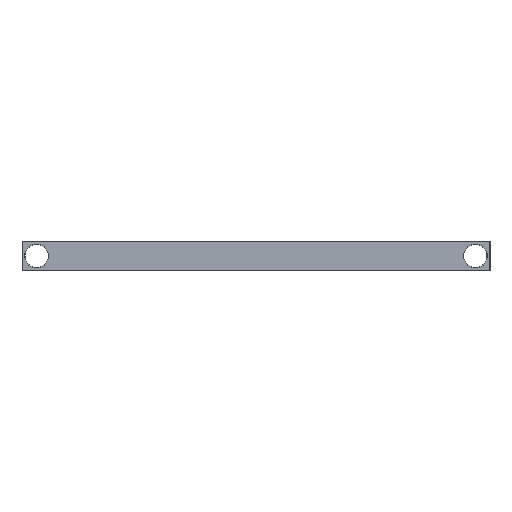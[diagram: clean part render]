
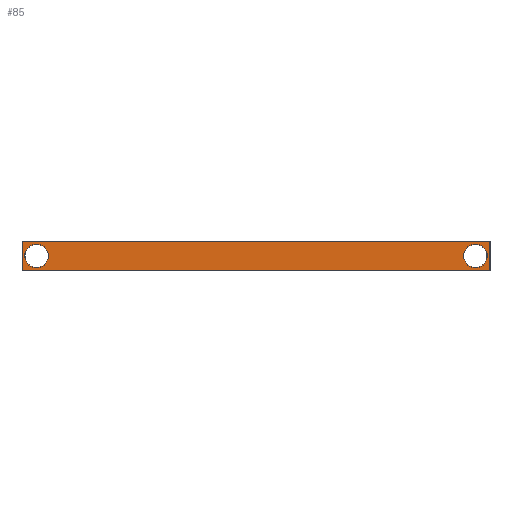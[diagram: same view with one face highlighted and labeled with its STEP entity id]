
A CAD part, left-side view. The second image highlights one B-rep face of the part: STEP entity #85.
In plain terms, the highlighted planar face has unit normal (-1, 0, 0).
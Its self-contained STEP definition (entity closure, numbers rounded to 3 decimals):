
#49 = VERTEX_POINT ( 'NONE', #1561 ) ;
#61 = VERTEX_POINT ( 'NONE', #693 ) ;
#84 = PLANE ( 'NONE',  #154 ) ;
#85 = ADVANCED_FACE ( 'NONE', ( #1437, #1555, #1447 ), #84, .F. ) ;
#91 = LINE ( 'NONE', #1084, #797 ) ;
#129 = EDGE_CURVE ( 'NONE', #653, #572, #91, .T. ) ;
#154 = AXIS2_PLACEMENT_3D ( 'NONE', #205, #334, #1326 ) ;
#173 = CARTESIAN_POINT ( 'NONE',  ( -50.5, 50., 0. ) ) ;
#177 = CIRCLE ( 'NONE', #751, 39.5 ) ;
#188 = EDGE_CURVE ( 'NONE', #1462, #1102, #177, .T. ) ;
#205 = CARTESIAN_POINT ( 'NONE',  ( -50.5, 1600., -50.5 ) ) ;
#209 = CARTESIAN_POINT ( 'NONE',  ( -50.5, 0., -50.5 ) ) ;
#250 = LINE ( 'NONE', #1350, #280 ) ;
#255 = DIRECTION ( 'NONE',  ( -1., 0., 0. ) ) ;
#280 = VECTOR ( 'NONE', #1496, 1000. ) ;
#334 = DIRECTION ( 'NONE',  ( 1., 0., 0. ) ) ;
#363 = EDGE_CURVE ( 'NONE', #1102, #1462, #1551, .T. ) ;
#415 = VERTEX_POINT ( 'NONE', #830 ) ;
#491 = CARTESIAN_POINT ( 'NONE',  ( -50.5, 1550., 39.5 ) ) ;
#501 = CARTESIAN_POINT ( 'NONE',  ( -50.5, 1550., -39.5 ) ) ;
#502 = CARTESIAN_POINT ( 'NONE',  ( -50.5, 0., -50.5 ) ) ;
#512 = EDGE_LOOP ( 'NONE', ( #1501, #1240 ) ) ;
#547 = VECTOR ( 'NONE', #863, 1000. ) ;
#572 = VERTEX_POINT ( 'NONE', #209 ) ;
#619 = LINE ( 'NONE', #1488, #1275 ) ;
#625 = EDGE_CURVE ( 'NONE', #653, #61, #250, .T. ) ;
#653 = VERTEX_POINT ( 'NONE', #1602 ) ;
#693 = CARTESIAN_POINT ( 'NONE',  ( -50.5, 1600., 50.5 ) ) ;
#717 = ORIENTED_EDGE ( 'NONE', *, *, #1177, .T. ) ;
#751 = AXIS2_PLACEMENT_3D ( 'NONE', #846, #1483, #969 ) ;
#791 = ORIENTED_EDGE ( 'NONE', *, *, #188, .F. ) ;
#797 = VECTOR ( 'NONE', #1306, 1000. ) ;
#803 = DIRECTION ( 'NONE',  ( 0., 0., 1. ) ) ;
#812 = ORIENTED_EDGE ( 'NONE', *, *, #363, .F. ) ;
#827 = EDGE_LOOP ( 'NONE', ( #717, #1145, #923, #1406 ) ) ;
#830 = CARTESIAN_POINT ( 'NONE',  ( -50.5, 50., -39.5 ) ) ;
#846 = CARTESIAN_POINT ( 'NONE',  ( -50.5, 1550., 0. ) ) ;
#855 = CIRCLE ( 'NONE', #1575, 39.5 ) ;
#863 = DIRECTION ( 'NONE',  ( 0., 0., 1. ) ) ;
#900 = EDGE_CURVE ( 'NONE', #912, #415, #855, .T. ) ;
#912 = VERTEX_POINT ( 'NONE', #1184 ) ;
#923 = ORIENTED_EDGE ( 'NONE', *, *, #625, .F. ) ;
#939 = DIRECTION ( 'NONE',  ( -1., 0., 0. ) ) ;
#969 = DIRECTION ( 'NONE',  ( 0., 0., 1. ) ) ;
#998 = EDGE_CURVE ( 'NONE', #415, #912, #1613, .T. ) ;
#1084 = CARTESIAN_POINT ( 'NONE',  ( -50.5, 1600., -50.5 ) ) ;
#1102 = VERTEX_POINT ( 'NONE', #491 ) ;
#1106 = EDGE_LOOP ( 'NONE', ( #791, #812 ) ) ;
#1145 = ORIENTED_EDGE ( 'NONE', *, *, #1209, .F. ) ;
#1177 = EDGE_CURVE ( 'NONE', #572, #49, #1251, .T. ) ;
#1184 = CARTESIAN_POINT ( 'NONE',  ( -50.5, 50., 39.5 ) ) ;
#1209 = EDGE_CURVE ( 'NONE', #61, #49, #619, .T. ) ;
#1240 = ORIENTED_EDGE ( 'NONE', *, *, #900, .F. ) ;
#1251 = LINE ( 'NONE', #502, #547 ) ;
#1259 = DIRECTION ( 'NONE',  ( 0., -1., 0. ) ) ;
#1261 = DIRECTION ( 'NONE',  ( 0., 0., 1. ) ) ;
#1275 = VECTOR ( 'NONE', #1259, 1000. ) ;
#1306 = DIRECTION ( 'NONE',  ( 0., -1., 0. ) ) ;
#1326 = DIRECTION ( 'NONE',  ( 0., 0., -1. ) ) ;
#1350 = CARTESIAN_POINT ( 'NONE',  ( -50.5, 1600., -50.5 ) ) ;
#1368 = CARTESIAN_POINT ( 'NONE',  ( -50.5, 1550., 0. ) ) ;
#1375 = AXIS2_PLACEMENT_3D ( 'NONE', #173, #1422, #1399 ) ;
#1399 = DIRECTION ( 'NONE',  ( 0., 0., 1. ) ) ;
#1406 = ORIENTED_EDGE ( 'NONE', *, *, #129, .T. ) ;
#1419 = CARTESIAN_POINT ( 'NONE',  ( -50.5, 50., 0. ) ) ;
#1422 = DIRECTION ( 'NONE',  ( -1., 0., 0. ) ) ;
#1437 = FACE_BOUND ( 'NONE', #512, .T. ) ;
#1447 = FACE_OUTER_BOUND ( 'NONE', #827, .T. ) ;
#1462 = VERTEX_POINT ( 'NONE', #501 ) ;
#1472 = AXIS2_PLACEMENT_3D ( 'NONE', #1368, #255, #1261 ) ;
#1483 = DIRECTION ( 'NONE',  ( -1., 0., 0. ) ) ;
#1488 = CARTESIAN_POINT ( 'NONE',  ( -50.5, 1600., 50.5 ) ) ;
#1496 = DIRECTION ( 'NONE',  ( 0., 0., 1. ) ) ;
#1501 = ORIENTED_EDGE ( 'NONE', *, *, #998, .F. ) ;
#1551 = CIRCLE ( 'NONE', #1472, 39.5 ) ;
#1555 = FACE_BOUND ( 'NONE', #1106, .T. ) ;
#1561 = CARTESIAN_POINT ( 'NONE',  ( -50.5, 0., 50.5 ) ) ;
#1575 = AXIS2_PLACEMENT_3D ( 'NONE', #1419, #939, #803 ) ;
#1602 = CARTESIAN_POINT ( 'NONE',  ( -50.5, 1600., -50.5 ) ) ;
#1613 = CIRCLE ( 'NONE', #1375, 39.5 ) ;
